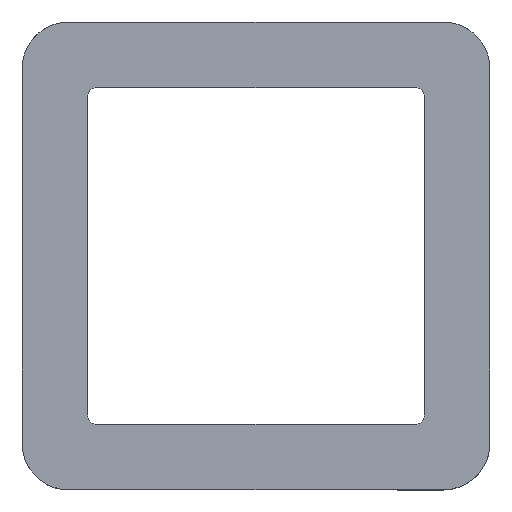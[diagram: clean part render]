
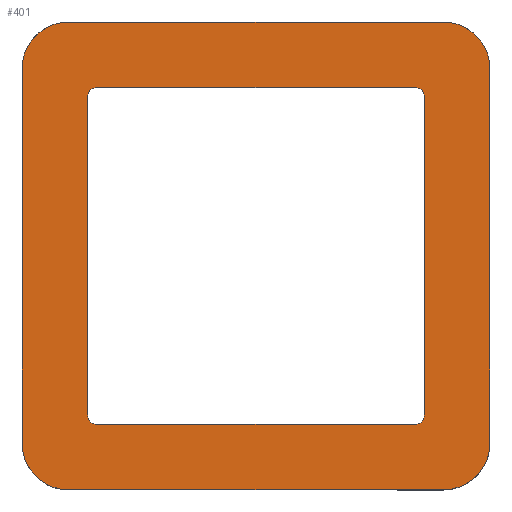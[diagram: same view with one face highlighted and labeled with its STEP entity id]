
A CAD part, top view. The second image highlights one B-rep face of the part: STEP entity #401.
In plain terms, the highlighted planar face has unit normal (0, 0, 1).
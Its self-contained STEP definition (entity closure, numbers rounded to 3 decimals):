
#7=CARTESIAN_POINT('',(22.5,-12.5,7.));
#8=VERTEX_POINT('',#7);
#40=CARTESIAN_POINT('',(25.,-10.,7.));
#41=VERTEX_POINT('',#40);
#48=CARTESIAN_POINT('',(22.5,-10.,7.));
#49=DIRECTION('',(0.0,0.,1.));
#50=DIRECTION('',(1.0,0.0,0.0));
#51=AXIS2_PLACEMENT_3D('',#48,#49,#50);
#52=CIRCLE('',#51,2.5);
#53=EDGE_CURVE('',#8,#41,#52,.T.);
#72=CARTESIAN_POINT('',(25.,10.,7.));
#73=VERTEX_POINT('',#72);
#80=CARTESIAN_POINT('',(25.,-10.,7.));
#81=DIRECTION('',(0.0,1.,0.));
#82=VECTOR('',#81,20.0);
#83=LINE('',#80,#82);
#84=EDGE_CURVE('',#41,#73,#83,.T.);
#118=CARTESIAN_POINT('',(22.5,12.5,7.));
#119=VERTEX_POINT('',#118);
#126=CARTESIAN_POINT('',(22.5,10.,7.));
#127=DIRECTION('',(0.0,0.,1.));
#128=DIRECTION('',(1.0,0.0,0.0));
#129=AXIS2_PLACEMENT_3D('',#126,#127,#128);
#130=CIRCLE('',#129,2.5);
#131=EDGE_CURVE('',#73,#119,#130,.T.);
#150=CARTESIAN_POINT('',(2.5,12.5,7.));
#151=VERTEX_POINT('',#150);
#158=CARTESIAN_POINT('',(22.5,12.5,7.));
#159=DIRECTION('',(-1.0,0.0,0.0));
#160=VECTOR('',#159,20.);
#161=LINE('',#158,#160);
#162=EDGE_CURVE('',#119,#151,#161,.T.);
#197=CARTESIAN_POINT('',(0.0,10.,7.));
#198=VERTEX_POINT('',#197);
#205=CARTESIAN_POINT('',(2.5,10.,7.));
#206=DIRECTION('',(0.0,0.,1.));
#207=DIRECTION('',(1.0,0.0,0.0));
#208=AXIS2_PLACEMENT_3D('',#205,#206,#207);
#209=CIRCLE('',#208,2.5);
#210=EDGE_CURVE('',#151,#198,#209,.T.);
#229=CARTESIAN_POINT('',(0.0,-10.,7.));
#230=VERTEX_POINT('',#229);
#237=CARTESIAN_POINT('',(0.0,10.,7.));
#238=DIRECTION('',(0.0,-1.,0.));
#239=VECTOR('',#238,20.);
#240=LINE('',#237,#239);
#241=EDGE_CURVE('',#198,#230,#240,.T.);
#276=CARTESIAN_POINT('',(2.5,-12.5,7.));
#277=VERTEX_POINT('',#276);
#284=CARTESIAN_POINT('',(2.5,-10.,7.));
#285=DIRECTION('',(0.0,0.,1.));
#286=DIRECTION('',(-1.0,0.0,0.0));
#287=AXIS2_PLACEMENT_3D('',#284,#285,#286);
#288=CIRCLE('',#287,2.5);
#289=EDGE_CURVE('',#230,#277,#288,.T.);
#299=CARTESIAN_POINT('',(2.5,-12.5,7.));
#300=DIRECTION('',(1.0,0.0,0.0));
#301=VECTOR('',#300,20.);
#302=LINE('',#299,#301);
#303=EDGE_CURVE('',#277,#8,#302,.T.);
#316=CARTESIAN_POINT('',(-2.5,-15.,7.));
#317=DIRECTION('',(0.0,0.,1.));
#318=DIRECTION('',(1.0,0.0,0.0));
#319=AXIS2_PLACEMENT_3D('',#316,#317,#318);
#320=PLANE('',#319);
#321=ORIENTED_EDGE('',*,*,#53,.T.);
#322=ORIENTED_EDGE('',*,*,#84,.T.);
#323=ORIENTED_EDGE('',*,*,#131,.T.);
#324=ORIENTED_EDGE('',*,*,#162,.T.);
#325=ORIENTED_EDGE('',*,*,#210,.T.);
#326=ORIENTED_EDGE('',*,*,#241,.T.);
#327=ORIENTED_EDGE('',*,*,#289,.T.);
#328=ORIENTED_EDGE('',*,*,#303,.T.);
#329=EDGE_LOOP('',(#321,#322,#323,#324,#325,#326,#327,#328));
#330=FACE_OUTER_BOUND('',#329,.T.);
#331=CARTESIAN_POINT('',(21.,-9.,7.));
#332=VERTEX_POINT('',#331);
#333=CARTESIAN_POINT('',(4.,-9.,7.));
#334=VERTEX_POINT('',#333);
#335=CARTESIAN_POINT('',(21.,-9.,7.));
#336=DIRECTION('',(-1.0,0.0,0.0));
#337=VECTOR('',#336,17.0);
#338=LINE('',#335,#337);
#339=EDGE_CURVE('',#332,#334,#338,.T.);
#340=ORIENTED_EDGE('',*,*,#339,.T.);
#341=CARTESIAN_POINT('',(3.5,-8.5,7.));
#342=VERTEX_POINT('',#341);
#343=CARTESIAN_POINT('',(4.,-8.5,7.));
#344=DIRECTION('',(0.0,0.,1.));
#345=DIRECTION('',(1.0,0.0,0.0));
#346=AXIS2_PLACEMENT_3D('',#343,#344,#345);
#347=CIRCLE('',#346,0.5);
#348=EDGE_CURVE('',#342,#334,#347,.T.);
#349=ORIENTED_EDGE('',*,*,#348,.F.);
#350=CARTESIAN_POINT('',(3.5,8.5,7.));
#351=VERTEX_POINT('',#350);
#352=CARTESIAN_POINT('',(3.5,8.5,7.));
#353=DIRECTION('',(0.0,-1.,0.));
#354=VECTOR('',#353,17.0);
#355=LINE('',#352,#354);
#356=EDGE_CURVE('',#351,#342,#355,.T.);
#357=ORIENTED_EDGE('',*,*,#356,.F.);
#358=CARTESIAN_POINT('',(4.,9.,7.));
#359=VERTEX_POINT('',#358);
#360=CARTESIAN_POINT('',(4.,8.5,7.));
#361=DIRECTION('',(0.0,0.,1.));
#362=DIRECTION('',(1.0,0.0,0.0));
#363=AXIS2_PLACEMENT_3D('',#360,#361,#362);
#364=CIRCLE('',#363,0.5);
#365=EDGE_CURVE('',#359,#351,#364,.T.);
#366=ORIENTED_EDGE('',*,*,#365,.F.);
#367=CARTESIAN_POINT('',(21.,9.,7.));
#368=VERTEX_POINT('',#367);
#369=CARTESIAN_POINT('',(21.,9.,7.));
#370=DIRECTION('',(-1.0,0.0,0.0));
#371=VECTOR('',#370,17.0);
#372=LINE('',#369,#371);
#373=EDGE_CURVE('',#368,#359,#372,.T.);
#374=ORIENTED_EDGE('',*,*,#373,.F.);
#375=CARTESIAN_POINT('',(21.5,8.5,7.));
#376=VERTEX_POINT('',#375);
#377=CARTESIAN_POINT('',(21.,8.5,7.));
#378=DIRECTION('',(0.0,0.,1.));
#379=DIRECTION('',(1.0,0.0,0.0));
#380=AXIS2_PLACEMENT_3D('',#377,#378,#379);
#381=CIRCLE('',#380,0.5);
#382=EDGE_CURVE('',#376,#368,#381,.T.);
#383=ORIENTED_EDGE('',*,*,#382,.F.);
#384=CARTESIAN_POINT('',(21.5,-8.5,7.));
#385=VERTEX_POINT('',#384);
#386=CARTESIAN_POINT('',(21.5,-8.5,7.));
#387=DIRECTION('',(0.0,1.,0.));
#388=VECTOR('',#387,17.0);
#389=LINE('',#386,#388);
#390=EDGE_CURVE('',#385,#376,#389,.T.);
#391=ORIENTED_EDGE('',*,*,#390,.F.);
#392=CARTESIAN_POINT('',(21.,-8.5,7.));
#393=DIRECTION('',(0.0,0.,1.));
#394=DIRECTION('',(1.0,0.0,0.0));
#395=AXIS2_PLACEMENT_3D('',#392,#393,#394);
#396=CIRCLE('',#395,0.5);
#397=EDGE_CURVE('',#332,#385,#396,.T.);
#398=ORIENTED_EDGE('',*,*,#397,.F.);
#399=EDGE_LOOP('',(#340,#349,#357,#366,#374,#383,#391,#398));
#400=FACE_BOUND('',#399,.T.);
#401=ADVANCED_FACE('',(#330,#400),#320,.T.);
